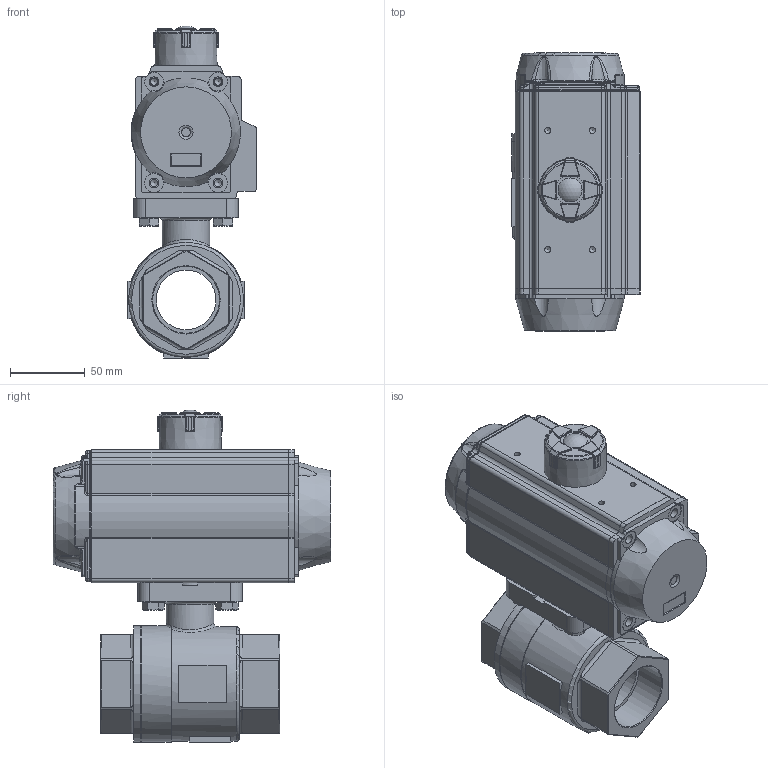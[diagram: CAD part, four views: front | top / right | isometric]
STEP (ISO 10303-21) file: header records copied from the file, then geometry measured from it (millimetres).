
FILE_DESCRIPTION(/* description */ ('Unknown'),/* implementation_level */ '2;1');
FILE_NAME(/* name */ 'PD03 9768-08',/* time_stamp */ '2025-03-27T13:20:39+01:00',/* author */ ('Unknown'),/* organization */ ('Unknown'),/* preprocessor_version */ 'ST-DEVELOPER v19.4',/* originating_system */ 'Solid Edge',/* authorisation */ 'Unknown');
FILE_SCHEMA (('AUTOMOTIVE_DESIGN {1 0 10303 214 3 1 1}'));
Products named in the file (13): PD03 9768-08; 8.550.040; DIN 933 M8x22 A2-70 BLK_EDST; PD03_PE02; vt65-2016-06-25; Optische Anzeige; ______; ________(___________; cup head nib bolts with large head gb_GB_FASTENER_BOLT_CHNBW M6X25-N; ____65______ ______; VT65_____________MIR; zhou65; VTE65____
Assembly tree (19 placements, depth 4):
  PD03 9768-08
    8.550.040
    DIN 933 M8x22 A2-70 BLK_EDST  x4
    PD03_PE02
      vt65-2016-06-25
      Optische Anzeige
        ______
        ________(___________  x4
        cup head nib bolts with large head gb_GB_FASTENER_BOLT_CHNBW M6X25-N
      ____65______ ______  x2
      VT65_____________MIR
      zhou65
      VTE65____
Bounding box: 86 x 186.5 x 222.81 mm (x, y, z)
Volume: 1080226.5 mm3; surface area: 277479.9 mm2
Topology: 17 solids, 17 shells, 2238 faces, 5583 edges, 3455 vertices
Faces by surface type: plane 716, cylinder 699, bspline 397, torus 263, cone 130, sphere 33
Full cylindrical faces by diameter (mm): 3 x16, 3.3 x8, 4.134 x8, 4.66 x1, 4.917 x15, 5 x1, 6 x1, 6.2 x1, 6.5 x4, 6.647 x4, 7 x4, 8 x4, 9 x4, 10 x8, 11 x1, 11.4 x1, 11.445 x2, 12 x1, 12.5 x2, 12.9 x1, 13 x6, 14 x5, 15 x1, 16.2 x18, 17 x2, 18 x1, 20 x2, 22.5 x1, 24.2 x1, 24.4 x1
Entity records: 60762 total; most frequent: CARTESIAN_POINT 23812, ORIENTED_EDGE 7600, DIRECTION 6725, EDGE_CURVE 3800, AXIS2_PLACEMENT_3D 2641, VERTEX_POINT 2543, FACE_BOUND 2061, EDGE_LOOP 2041
